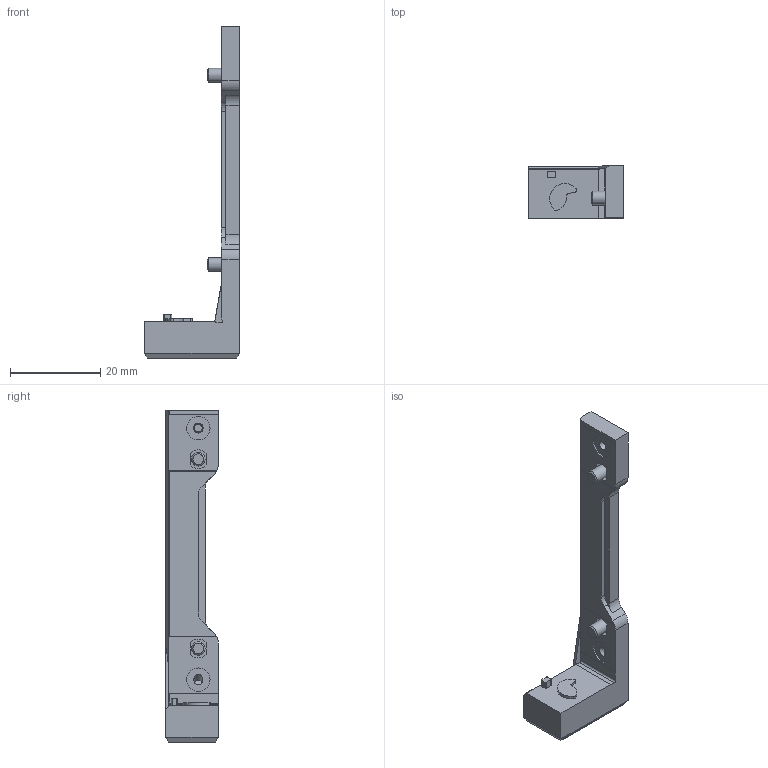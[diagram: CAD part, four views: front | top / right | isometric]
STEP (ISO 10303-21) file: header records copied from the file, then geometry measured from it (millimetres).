
FILE_DESCRIPTION(/* description */ ('STEP AP214'),/* implementation_level */ '2;1');
FILE_NAME(/* name */ '8152359_DADG-AK-G8-6-40',/* time_stamp */ '2024-08-12T17:21:25+02:00',/* author */ ('License CC BY-ND 4.0'),/* organization */ ('CADENAS'),/* preprocessor_version */ 'ST-DEVELOPER v19.3',/* originating_system */ 'PARTsolutions',/* authorisation */ ' ');
FILE_SCHEMA (('AUTOMOTIVE_DESIGN {1 0 10303 214 3 1 1}'));
Length unit declared in the file: millimetre
Products named in the file (3): 8152359 DADG-AK-G8-6-40---(high); 8147073 DGST-6-20---(40_high_g); DIN-7984 - M3x5(F)
Assembly tree (3 placements, depth 2):
  8152359 DADG-AK-G8-6-40---(high)
    8147073 DGST-6-20---(40_high_g)
    DIN-7984 - M3x5(F)  x2
Bounding box: 21 x 11.6 x 73.5 mm (x, y, z)
Volume: 4260.5 mm3; surface area: 3404.2 mm2
Topology: 3 solids, 3 shells, 171 faces, 435 edges, 286 vertices
Faces by surface type: plane 114, cylinder 47, cone 6, torus 4
Full cylindrical faces by diameter (mm): 2 x2, 3 x2, 4.134 x2, 5.2 x2, 5.5 x2
Entity records: 4766 total; most frequent: CARTESIAN_POINT 832, DIRECTION 798, ORIENTED_EDGE 774, EDGE_CURVE 387, LINE 286, VECTOR 286, VERTEX_POINT 266, AXIS2_PLACEMENT_3D 256
